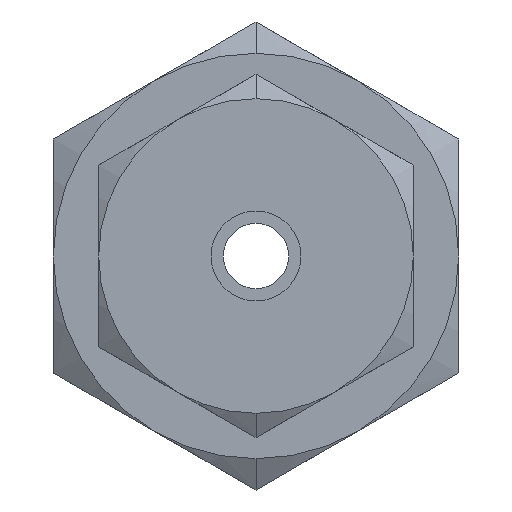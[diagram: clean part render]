
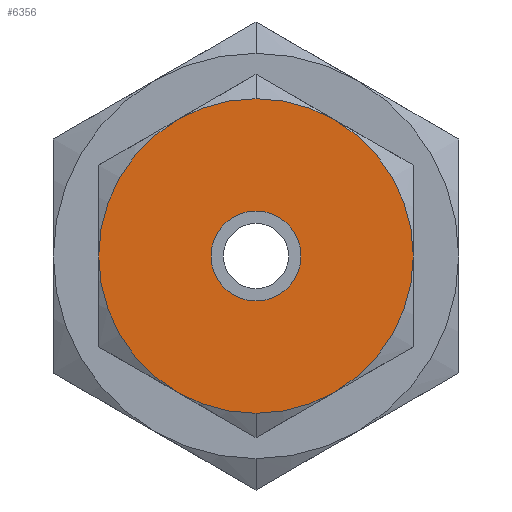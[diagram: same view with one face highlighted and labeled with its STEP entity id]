
A CAD part, left-side view. The second image highlights one B-rep face of the part: STEP entity #6356.
In plain terms, the highlighted planar face has unit normal (-1, 0, 0).
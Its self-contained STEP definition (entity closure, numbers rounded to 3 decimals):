
#19 = FACE_BOUND ( 'NONE', #4255, .T. ) ;
#96 = CARTESIAN_POINT ( 'NONE',  ( 0., 0., 2.775 ) ) ;
#486 = CIRCLE ( 'NONE', #3941, 1.587 ) ;
#594 = PLANE ( 'NONE',  #4372 ) ;
#731 = DIRECTION ( 'NONE',  ( 1., 0., 0. ) ) ;
#781 = DIRECTION ( 'NONE',  ( 0., 0., 1. ) ) ;
#1131 = ORIENTED_EDGE ( 'NONE', *, *, #3595, .F. ) ;
#1362 = CARTESIAN_POINT ( 'NONE',  ( 0., 0., -1.587 ) ) ;
#1641 = DIRECTION ( 'NONE',  ( 1., 0., 0. ) ) ;
#1935 = VERTEX_POINT ( 'NONE', #2188 ) ;
#2142 = EDGE_CURVE ( 'NONE', #6891, #4054, #2344, .T. ) ;
#2188 = CARTESIAN_POINT ( 'NONE',  ( 0., 0., 5.55 ) ) ;
#2344 = CIRCLE ( 'NONE', #3535, 1.587 ) ;
#2371 = DIRECTION ( 'NONE',  ( 0., 0., -1. ) ) ;
#2467 = CARTESIAN_POINT ( 'NONE',  ( 0., 0., 1.587 ) ) ;
#2869 = DIRECTION ( 'NONE',  ( -1., 0., 0. ) ) ;
#3250 = CARTESIAN_POINT ( 'NONE',  ( 0., 0., -5.55 ) ) ;
#3530 = CIRCLE ( 'NONE', #6651, 5.55 ) ;
#3535 = AXIS2_PLACEMENT_3D ( 'NONE', #4168, #6499, #6465 ) ;
#3595 = EDGE_CURVE ( 'NONE', #4660, #1935, #3530, .T. ) ;
#3602 = DIRECTION ( 'NONE',  ( 0., 0., 1. ) ) ;
#3746 = CARTESIAN_POINT ( 'NONE',  ( 0., 0., 0. ) ) ;
#3829 = ORIENTED_EDGE ( 'NONE', *, *, #4238, .F. ) ;
#3941 = AXIS2_PLACEMENT_3D ( 'NONE', #3746, #5953, #6024 ) ;
#4054 = VERTEX_POINT ( 'NONE', #1362 ) ;
#4168 = CARTESIAN_POINT ( 'NONE',  ( 0., 0., 0. ) ) ;
#4225 = CIRCLE ( 'NONE', #5897, 5.55 ) ;
#4238 = EDGE_CURVE ( 'NONE', #1935, #4660, #4225, .T. ) ;
#4255 = EDGE_LOOP ( 'NONE', ( #5121, #6658 ) ) ;
#4372 = AXIS2_PLACEMENT_3D ( 'NONE', #96, #2869, #781 ) ;
#4660 = VERTEX_POINT ( 'NONE', #3250 ) ;
#4683 = EDGE_CURVE ( 'NONE', #4054, #6891, #486, .T. ) ;
#5121 = ORIENTED_EDGE ( 'NONE', *, *, #4683, .T. ) ;
#5218 = CARTESIAN_POINT ( 'NONE',  ( 0., 0., 0. ) ) ;
#5225 = FACE_OUTER_BOUND ( 'NONE', #6247, .T. ) ;
#5897 = AXIS2_PLACEMENT_3D ( 'NONE', #5218, #731, #3602 ) ;
#5953 = DIRECTION ( 'NONE',  ( 1., 0., 0. ) ) ;
#6024 = DIRECTION ( 'NONE',  ( 0., 0., -1. ) ) ;
#6131 = CARTESIAN_POINT ( 'NONE',  ( 0., 0., 0. ) ) ;
#6247 = EDGE_LOOP ( 'NONE', ( #3829, #1131 ) ) ;
#6356 = ADVANCED_FACE ( 'NONE', ( #19, #5225 ), #594, .T. ) ;
#6465 = DIRECTION ( 'NONE',  ( 0., 0., 1. ) ) ;
#6499 = DIRECTION ( 'NONE',  ( 1., 0., 0. ) ) ;
#6651 = AXIS2_PLACEMENT_3D ( 'NONE', #6131, #1641, #2371 ) ;
#6658 = ORIENTED_EDGE ( 'NONE', *, *, #2142, .T. ) ;
#6891 = VERTEX_POINT ( 'NONE', #2467 ) ;
